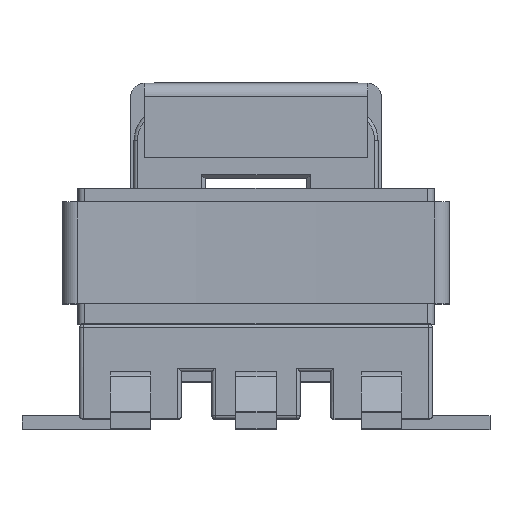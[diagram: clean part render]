
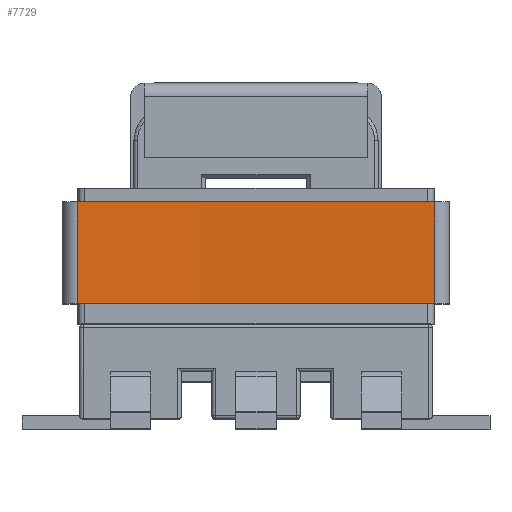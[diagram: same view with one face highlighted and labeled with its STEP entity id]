
A CAD part, top view. The second image highlights one B-rep face of the part: STEP entity #7729.
In plain terms, the highlighted cylindrical face has radius 49.85 mm (diameter 99.7 mm), a partial arc.
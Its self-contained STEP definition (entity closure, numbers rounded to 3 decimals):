
#1215=FACE_OUTER_BOUND('',#1642,.T.);
#1642=EDGE_LOOP('',(#7164,#7165,#7166,#7167));
#2417=LINE('',#13080,#3190);
#2418=LINE('',#13084,#3191);
#3190=VECTOR('',#10394,1000.);
#3191=VECTOR('',#10399,1000.);
#3348=CIRCLE('',#8433,49.85);
#3369=CIRCLE('',#8465,49.85);
#4021=VERTEX_POINT('',#13018);
#4022=VERTEX_POINT('',#13020);
#4040=VERTEX_POINT('',#13078);
#4041=VERTEX_POINT('',#13082);
#5058=EDGE_CURVE('',#4022,#4021,#3348,.T.);
#5089=EDGE_CURVE('',#4022,#4040,#2417,.T.);
#5090=EDGE_CURVE('',#4040,#4041,#3369,.T.);
#5091=EDGE_CURVE('',#4021,#4041,#2418,.T.);
#7164=ORIENTED_EDGE('',*,*,#5090,.F.);
#7165=ORIENTED_EDGE('',*,*,#5089,.F.);
#7166=ORIENTED_EDGE('',*,*,#5058,.T.);
#7167=ORIENTED_EDGE('',*,*,#5091,.T.);
#7315=CYLINDRICAL_SURFACE('',#8464,49.85);
#7729=ADVANCED_FACE('',(#1215),#7315,.F.);
#8433=AXIS2_PLACEMENT_3D('',#13021,#10322,#10323);
#8464=AXIS2_PLACEMENT_3D('',#13081,#10395,#10396);
#8465=AXIS2_PLACEMENT_3D('',#13083,#10397,#10398);
#10322=DIRECTION('center_axis',(0.,0.,1.));
#10323=DIRECTION('ref_axis',(1.,0.,0.));
#10394=DIRECTION('',(0.,0.,-1.));
#10395=DIRECTION('center_axis',(0.,0.,-1.));
#10396=DIRECTION('ref_axis',(-1.,0.,0.));
#10397=DIRECTION('center_axis',(0.,0.,1.));
#10398=DIRECTION('ref_axis',(1.,0.,0.));
#10399=DIRECTION('',(0.,0.,-1.));
#13018=CARTESIAN_POINT('',(-2.636,-2.87,0.75));
#13020=CARTESIAN_POINT('',(2.636,-2.87,0.75));
#13021=CARTESIAN_POINT('Origin',(0.,-52.65,0.75));
#13078=CARTESIAN_POINT('',(2.636,-2.87,-0.75));
#13080=CARTESIAN_POINT('',(2.636,-2.87,0.75));
#13081=CARTESIAN_POINT('Origin',(0.,-52.65,0.75));
#13082=CARTESIAN_POINT('',(-2.636,-2.87,-0.75));
#13083=CARTESIAN_POINT('Origin',(0.,-52.65,-0.75));
#13084=CARTESIAN_POINT('',(-2.636,-2.87,0.75));
